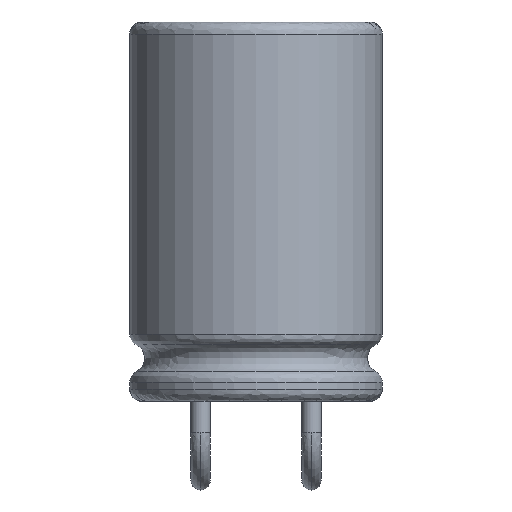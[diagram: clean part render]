
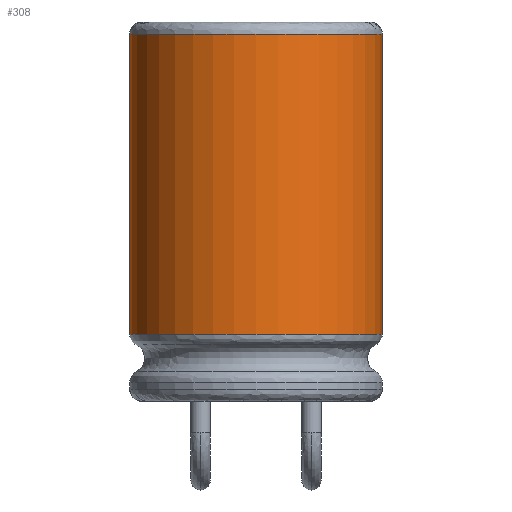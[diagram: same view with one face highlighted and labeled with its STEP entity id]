
A CAD part, front view. The second image highlights one B-rep face of the part: STEP entity #308.
In plain terms, the highlighted cylindrical face has radius 3.988 mm (diameter 7.976 mm), a partial arc.
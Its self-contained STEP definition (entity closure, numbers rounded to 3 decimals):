
#12 = DIRECTION ( 'NONE',  ( 1., 0., 0. ) ) ;
#22 = VERTEX_POINT ( 'NONE', #825 ) ;
#45 = EDGE_CURVE ( 'NONE', #640, #425, #578, .T. ) ;
#74 = DIRECTION ( 'NONE',  ( 0., 0., 1. ) ) ;
#83 = ORIENTED_EDGE ( 'NONE', *, *, #45, .F. ) ;
#102 = VERTEX_POINT ( 'NONE', #982 ) ;
#110 = DIRECTION ( 'NONE',  ( 0., 0., 1. ) ) ;
#121 = EDGE_CURVE ( 'NONE', #22, #102, #515, .T. ) ;
#155 = FACE_OUTER_BOUND ( 'NONE', #620, .T. ) ;
#158 = DIRECTION ( 'NONE',  ( 0., 0., -1. ) ) ;
#222 = VECTOR ( 'NONE', #438, 1000. ) ;
#247 = CIRCLE ( 'NONE', #593, 3.988 ) ;
#248 = CYLINDRICAL_SURFACE ( 'NONE', #972, 3.988 ) ;
#249 = CARTESIAN_POINT ( 'NONE',  ( -2.235, 0., 2.159 ) ) ;
#261 = VECTOR ( 'NONE', #288, 1000. ) ;
#288 = DIRECTION ( 'NONE',  ( 0., 0., 1. ) ) ;
#308 = ADVANCED_FACE ( 'NONE', ( #155 ), #248, .T. ) ;
#317 = ORIENTED_EDGE ( 'NONE', *, *, #319, .T. ) ;
#318 = AXIS2_PLACEMENT_3D ( 'NONE', #1001, #158, #699 ) ;
#319 = EDGE_CURVE ( 'NONE', #102, #425, #807, .T. ) ;
#324 = CARTESIAN_POINT ( 'NONE',  ( 1.753, 0., 2.159 ) ) ;
#325 = ORIENTED_EDGE ( 'NONE', *, *, #121, .T. ) ;
#425 = VERTEX_POINT ( 'NONE', #760 ) ;
#438 = DIRECTION ( 'NONE',  ( 0., 0., 1. ) ) ;
#515 = LINE ( 'NONE', #826, #222 ) ;
#578 = LINE ( 'NONE', #888, #261 ) ;
#593 = AXIS2_PLACEMENT_3D ( 'NONE', #324, #110, #717 ) ;
#602 = EDGE_CURVE ( 'NONE', #640, #22, #247, .T. ) ;
#620 = EDGE_LOOP ( 'NONE', ( #83, #803, #325, #317 ) ) ;
#622 = CARTESIAN_POINT ( 'NONE',  ( 1.753, 0., 2.591 ) ) ;
#640 = VERTEX_POINT ( 'NONE', #249 ) ;
#699 = DIRECTION ( 'NONE',  ( 1., 0., 0. ) ) ;
#717 = DIRECTION ( 'NONE',  ( 1., 0., 0. ) ) ;
#760 = CARTESIAN_POINT ( 'NONE',  ( -2.235, 0., 11.644 ) ) ;
#803 = ORIENTED_EDGE ( 'NONE', *, *, #602, .T. ) ;
#807 = CIRCLE ( 'NONE', #318, 3.988 ) ;
#825 = CARTESIAN_POINT ( 'NONE',  ( 5.74, 0., 2.159 ) ) ;
#826 = CARTESIAN_POINT ( 'NONE',  ( 5.74, 0., 2.591 ) ) ;
#888 = CARTESIAN_POINT ( 'NONE',  ( -2.235, 0., 2.591 ) ) ;
#972 = AXIS2_PLACEMENT_3D ( 'NONE', #622, #74, #12 ) ;
#982 = CARTESIAN_POINT ( 'NONE',  ( 5.74, 0., 11.644 ) ) ;
#1001 = CARTESIAN_POINT ( 'NONE',  ( 1.753, 0., 11.644 ) ) ;
